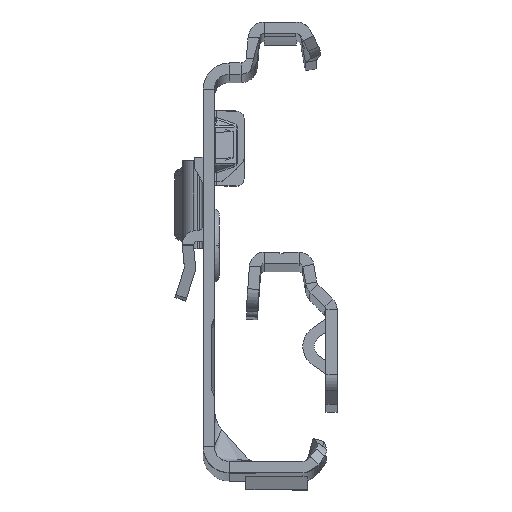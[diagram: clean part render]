
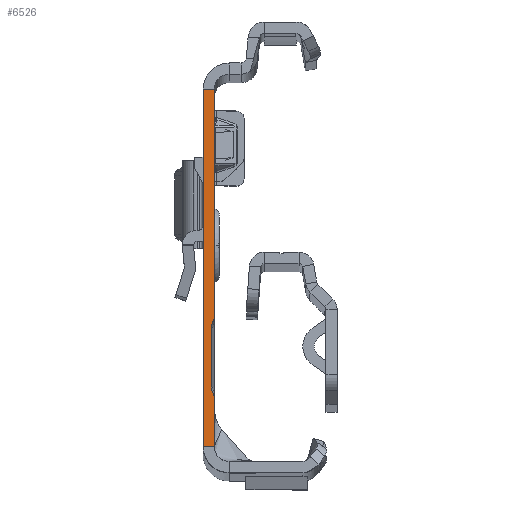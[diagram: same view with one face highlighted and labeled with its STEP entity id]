
A CAD part, top view. The second image highlights one B-rep face of the part: STEP entity #6526.
In plain terms, the highlighted planar face has unit normal (0, 0, 1).
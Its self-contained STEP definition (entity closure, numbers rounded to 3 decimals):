
#334 = VERTEX_POINT ( 'NONE', #24041 ) ;
#354 = CARTESIAN_POINT ( 'NONE',  ( 0., -25.865, 0. ) ) ;
#937 = CARTESIAN_POINT ( 'NONE',  ( 0.6, -17.865, 0. ) ) ;
#1099 = EDGE_LOOP ( 'NONE', ( #23844, #7445, #25133, #12349, #10230, #8660, #27364, #21139, #8621, #9522, #9239, #24818 ) ) ;
#1186 = CARTESIAN_POINT ( 'NONE',  ( -0.306, -18.288, 0. ) ) ;
#1331 = CIRCLE ( 'NONE', #6591, 1. ) ;
#1463 = VERTEX_POINT ( 'NONE', #3594 ) ;
#1787 = DIRECTION ( 'NONE',  ( 0., 0., 1. ) ) ;
#1833 = LINE ( 'NONE', #11367, #17061 ) ;
#1873 = CARTESIAN_POINT ( 'NONE',  ( 0., 24.135, 0. ) ) ;
#2158 = VERTEX_POINT ( 'NONE', #4769 ) ;
#2605 = VERTEX_POINT ( 'NONE', #13757 ) ;
#2611 = CIRCLE ( 'NONE', #6156, 1. ) ;
#3018 = CARTESIAN_POINT ( 'NONE',  ( -2.5, -19.499, 0. ) ) ;
#3552 = DIRECTION ( 'NONE',  ( 0.423, -0.906, 0. ) ) ;
#3594 = CARTESIAN_POINT ( 'NONE',  ( -0.4, -17.865, 0. ) ) ;
#3818 = EDGE_CURVE ( 'NONE', #11445, #12394, #2611, .T. ) ;
#4292 = VERTEX_POINT ( 'NONE', #24515 ) ;
#4509 = DIRECTION ( 'NONE',  ( -1., 0., 0. ) ) ;
#4769 = CARTESIAN_POINT ( 'NONE',  ( 0., -19.499, 0. ) ) ;
#5502 = CARTESIAN_POINT ( 'NONE',  ( -0.4, -9.865, 0. ) ) ;
#6127 = PLANE ( 'NONE',  #9360 ) ;
#6156 = AXIS2_PLACEMENT_3D ( 'NONE', #20729, #1787, #27099 ) ;
#6454 = DIRECTION ( 'NONE',  ( 0., 0., -1. ) ) ;
#6526 = ADVANCED_FACE ( 'NONE', ( #23126 ), #6127, .T. ) ;
#6591 = AXIS2_PLACEMENT_3D ( 'NONE', #937, #24038, #7565 ) ;
#7176 = EDGE_CURVE ( 'NONE', #21310, #10771, #24716, .T. ) ;
#7403 = EDGE_CURVE ( 'NONE', #19218, #2605, #14880, .T. ) ;
#7445 = ORIENTED_EDGE ( 'NONE', *, *, #19641, .F. ) ;
#7565 = DIRECTION ( 'NONE',  ( 1., 0., 0. ) ) ;
#7879 = CARTESIAN_POINT ( 'NONE',  ( -0.234, -9.288, 0. ) ) ;
#8201 = DIRECTION ( 'NONE',  ( 0., -1., 0. ) ) ;
#8256 = CARTESIAN_POINT ( 'NONE',  ( -2.5, -8.231, 0. ) ) ;
#8330 = CARTESIAN_POINT ( 'NONE',  ( -1.5, 24.135, 0. ) ) ;
#8580 = VERTEX_POINT ( 'NONE', #24006 ) ;
#8621 = ORIENTED_EDGE ( 'NONE', *, *, #25820, .F. ) ;
#8660 = ORIENTED_EDGE ( 'NONE', *, *, #12832, .F. ) ;
#9239 = ORIENTED_EDGE ( 'NONE', *, *, #3818, .F. ) ;
#9360 = AXIS2_PLACEMENT_3D ( 'NONE', #8330, #25206, #22865 ) ;
#9423 = EDGE_CURVE ( 'NONE', #9694, #11445, #26421, .T. ) ;
#9522 = ORIENTED_EDGE ( 'NONE', *, *, #18588, .F. ) ;
#9694 = VERTEX_POINT ( 'NONE', #17510 ) ;
#9855 = VECTOR ( 'NONE', #24749, 1000. ) ;
#9992 = LINE ( 'NONE', #26866, #19609 ) ;
#10062 = EDGE_CURVE ( 'NONE', #334, #2605, #9992, .T. ) ;
#10230 = ORIENTED_EDGE ( 'NONE', *, *, #7403, .F. ) ;
#10642 = VECTOR ( 'NONE', #17236, 1000. ) ;
#10771 = VERTEX_POINT ( 'NONE', #24202 ) ;
#10960 = LINE ( 'NONE', #21323, #26697 ) ;
#11367 = CARTESIAN_POINT ( 'NONE',  ( 0., 22.135, 0. ) ) ;
#11445 = VERTEX_POINT ( 'NONE', #16562 ) ;
#12349 = ORIENTED_EDGE ( 'NONE', *, *, #10062, .T. ) ;
#12394 = VERTEX_POINT ( 'NONE', #5502 ) ;
#12832 = EDGE_CURVE ( 'NONE', #2158, #19218, #18629, .T. ) ;
#13019 = DIRECTION ( 'NONE',  ( -1., 0., 0. ) ) ;
#13036 = DIRECTION ( 'NONE',  ( 0., -1., 0. ) ) ;
#13281 = AXIS2_PLACEMENT_3D ( 'NONE', #8256, #6454, #4509 ) ;
#13757 = CARTESIAN_POINT ( 'NONE',  ( -1.5, -25.865, 0. ) ) ;
#14458 = LINE ( 'NONE', #21052, #20124 ) ;
#14800 = AXIS2_PLACEMENT_3D ( 'NONE', #3018, #26391, #18106 ) ;
#14880 = LINE ( 'NONE', #23300, #10642 ) ;
#15014 = EDGE_CURVE ( 'NONE', #10771, #2158, #18351, .T. ) ;
#16562 = CARTESIAN_POINT ( 'NONE',  ( -0.306, -9.443, 0. ) ) ;
#17061 = VECTOR ( 'NONE', #13019, 1000. ) ;
#17236 = DIRECTION ( 'NONE',  ( -1., 0., 0. ) ) ;
#17510 = CARTESIAN_POINT ( 'NONE',  ( -0.234, -9.288, 0. ) ) ;
#18106 = DIRECTION ( 'NONE',  ( 1., 0., 0. ) ) ;
#18351 = CIRCLE ( 'NONE', #14800, 2.5 ) ;
#18440 = DIRECTION ( 'NONE',  ( 0., -1., 0. ) ) ;
#18588 = EDGE_CURVE ( 'NONE', #12394, #1463, #10960, .T. ) ;
#18625 = VECTOR ( 'NONE', #3552, 1000. ) ;
#18629 = LINE ( 'NONE', #1873, #22048 ) ;
#19218 = VERTEX_POINT ( 'NONE', #354 ) ;
#19609 = VECTOR ( 'NONE', #18440, 1000. ) ;
#19641 = EDGE_CURVE ( 'NONE', #8580, #4292, #14458, .T. ) ;
#20124 = VECTOR ( 'NONE', #8201, 1000. ) ;
#20391 = EDGE_CURVE ( 'NONE', #8580, #334, #1833, .T. ) ;
#20729 = CARTESIAN_POINT ( 'NONE',  ( 0.6, -9.865, 0. ) ) ;
#21052 = CARTESIAN_POINT ( 'NONE',  ( 0., 24.135, 0. ) ) ;
#21139 = ORIENTED_EDGE ( 'NONE', *, *, #7176, .F. ) ;
#21310 = VERTEX_POINT ( 'NONE', #1186 ) ;
#21323 = CARTESIAN_POINT ( 'NONE',  ( -0.4, -9.865, 0. ) ) ;
#21662 = CIRCLE ( 'NONE', #13281, 2.5 ) ;
#22048 = VECTOR ( 'NONE', #23150, 1000. ) ;
#22362 = CARTESIAN_POINT ( 'NONE',  ( -0.234, -18.442, 0. ) ) ;
#22865 = DIRECTION ( 'NONE',  ( 0., -1., 0. ) ) ;
#23126 = FACE_OUTER_BOUND ( 'NONE', #1099, .T. ) ;
#23150 = DIRECTION ( 'NONE',  ( 0., -1., 0. ) ) ;
#23300 = CARTESIAN_POINT ( 'NONE',  ( 0., -25.865, 0. ) ) ;
#23844 = ORIENTED_EDGE ( 'NONE', *, *, #27003, .F. ) ;
#24006 = CARTESIAN_POINT ( 'NONE',  ( 0., 22.135, 0. ) ) ;
#24038 = DIRECTION ( 'NONE',  ( 0., 0., 1. ) ) ;
#24041 = CARTESIAN_POINT ( 'NONE',  ( -1.5, 22.135, 0. ) ) ;
#24202 = CARTESIAN_POINT ( 'NONE',  ( -0.234, -18.442, 0. ) ) ;
#24515 = CARTESIAN_POINT ( 'NONE',  ( 0., -8.231, 0. ) ) ;
#24716 = LINE ( 'NONE', #22362, #18625 ) ;
#24749 = DIRECTION ( 'NONE',  ( -0.423, -0.906, 0. ) ) ;
#24818 = ORIENTED_EDGE ( 'NONE', *, *, #9423, .F. ) ;
#25133 = ORIENTED_EDGE ( 'NONE', *, *, #20391, .T. ) ;
#25206 = DIRECTION ( 'NONE',  ( 0., 0., 1. ) ) ;
#25820 = EDGE_CURVE ( 'NONE', #1463, #21310, #1331, .T. ) ;
#26391 = DIRECTION ( 'NONE',  ( 0., 0., -1. ) ) ;
#26421 = LINE ( 'NONE', #7879, #9855 ) ;
#26697 = VECTOR ( 'NONE', #13036, 1000. ) ;
#26866 = CARTESIAN_POINT ( 'NONE',  ( -1.5, 24.135, 0. ) ) ;
#27003 = EDGE_CURVE ( 'NONE', #4292, #9694, #21662, .T. ) ;
#27099 = DIRECTION ( 'NONE',  ( -1., 0., 0. ) ) ;
#27364 = ORIENTED_EDGE ( 'NONE', *, *, #15014, .F. ) ;
